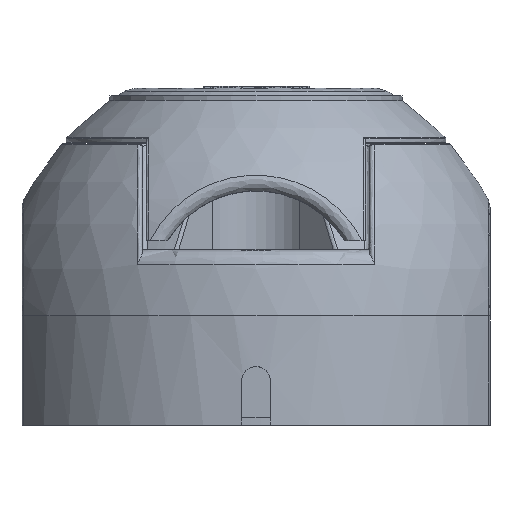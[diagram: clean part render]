
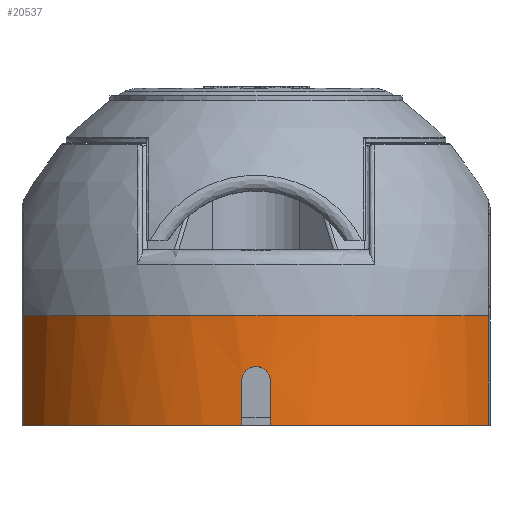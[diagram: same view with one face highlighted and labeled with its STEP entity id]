
A CAD part, top view. The second image highlights one B-rep face of the part: STEP entity #20537.
In plain terms, the highlighted cylindrical face has radius 35.5 mm (diameter 71 mm), a partial arc.
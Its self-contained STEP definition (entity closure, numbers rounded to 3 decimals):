
#1=DIRECTION('',(0.,-1.,0.));
#2=VECTOR('',#1,6.05);
#3=CARTESIAN_POINT('',(1.95,-15.45,35.446));
#4=LINE('',#3,#2);
#5=CARTESIAN_POINT('',(1.95,-15.45,35.446));
#6=CARTESIAN_POINT('',(1.95,-15.342,35.446));
#7=CARTESIAN_POINT('',(1.932,-15.128,35.447));
#8=CARTESIAN_POINT('',(1.853,-14.814,35.452));
#9=CARTESIAN_POINT('',(1.723,-14.518,35.458));
#10=CARTESIAN_POINT('',(1.546,-14.247,35.466));
#11=CARTESIAN_POINT('',(1.326,-14.009,35.475));
#12=CARTESIAN_POINT('',(1.071,-13.81,35.484));
#13=CARTESIAN_POINT('',(0.787,-13.656,35.492));
#14=CARTESIAN_POINT('',(0.48,-13.551,35.497));
#15=CARTESIAN_POINT('',(0.162,-13.498,35.5));
#16=CARTESIAN_POINT('',(-0.162,-13.498,35.5));
#17=CARTESIAN_POINT('',(-0.48,-13.551,35.497));
#18=CARTESIAN_POINT('',(-0.787,-13.656,35.492));
#19=CARTESIAN_POINT('',(-1.071,-13.81,35.484));
#20=CARTESIAN_POINT('',(-1.326,-14.009,35.475));
#21=CARTESIAN_POINT('',(-1.546,-14.247,35.466));
#22=CARTESIAN_POINT('',(-1.723,-14.518,35.458));
#23=CARTESIAN_POINT('',(-1.853,-14.814,35.452));
#24=CARTESIAN_POINT('',(-1.932,-15.128,35.447));
#25=CARTESIAN_POINT('',(-1.95,-15.342,35.446));
#26=CARTESIAN_POINT('',(-1.95,-15.45,35.446));
#28=DIRECTION('',(0.,-1.,0.));
#29=VECTOR('',#28,6.05);
#30=CARTESIAN_POINT('',(-1.95,-15.45,35.446));
#31=LINE('',#30,#29);
#180=CARTESIAN_POINT('',(0.,-21.5,0.));
#181=DIRECTION('',(0.,-1.,0.));
#182=DIRECTION('',(0.894,0.,0.448));
#183=AXIS2_PLACEMENT_3D('',#180,#181,#182);
#185=DIRECTION('',(0.,-1.,0.));
#186=VECTOR('',#185,15.);
#187=CARTESIAN_POINT('',(31.735,-6.5,15.911));
#188=LINE('',#187,#186);
#288=CARTESIAN_POINT('',(0.,-6.5,0.));
#289=DIRECTION('',(0.,-1.,0.));
#290=DIRECTION('',(0.894,0.,0.448));
#291=AXIS2_PLACEMENT_3D('',#288,#289,#290);
#634=DIRECTION('',(0.,-1.,0.));
#635=VECTOR('',#634,15.);
#636=CARTESIAN_POINT('',(-31.735,-6.5,15.911));
#637=LINE('',#636,#635);
#716=CARTESIAN_POINT('',(0.,-21.5,0.));
#717=DIRECTION('',(0.,-1.,0.));
#718=DIRECTION('',(-0.055,0.,0.998));
#719=AXIS2_PLACEMENT_3D('',#716,#717,#718);
#16354=CARTESIAN_POINT('',(31.735,-6.5,
15.911));
#16355=CARTESIAN_POINT('',(31.735,-21.5,15.911));
#16356=VERTEX_POINT('',#16354);
#16357=VERTEX_POINT('',#16355);
#16374=CARTESIAN_POINT('',(-31.735,-6.5,
15.911));
#16375=CARTESIAN_POINT('',(-31.735,-21.5,15.911));
#16376=VERTEX_POINT('',#16374);
#16377=VERTEX_POINT('',#16375);
#16846=CARTESIAN_POINT('',(1.95,-15.45,35.446));
#16847=CARTESIAN_POINT('',(1.95,-21.5,35.446));
#16848=VERTEX_POINT('',#16846);
#16849=VERTEX_POINT('',#16847);
#16850=VERTEX_POINT('',#26);
#16851=CARTESIAN_POINT('',(-1.95,-21.5,35.446));
#16852=VERTEX_POINT('',#16851);
#20514=CARTESIAN_POINT('',(0.,19.,0.));
#20515=DIRECTION('',(0.,-1.,0.));
#20516=DIRECTION('',(-1.,0.,0.));
#20517=AXIS2_PLACEMENT_3D('',#20514,#20515,#20516);
#20518=CYLINDRICAL_SURFACE('',#20517,35.5);
#20520=ORIENTED_EDGE('',*,*,#20519,.F.);
#20522=ORIENTED_EDGE('',*,*,#20521,.T.);
#20524=ORIENTED_EDGE('',*,*,#20523,.T.);
#20526=ORIENTED_EDGE('',*,*,#20525,.T.);
#20528=ORIENTED_EDGE('',*,*,#20527,.F.);
#20530=ORIENTED_EDGE('',*,*,#20529,.F.);
#20532=ORIENTED_EDGE('',*,*,#20531,.T.);
#20534=ORIENTED_EDGE('',*,*,#20533,.T.);
#20535=EDGE_LOOP('',(#20520,#20522,#20524,#20526,#20528,#20530,#20532,#20534));
#20536=FACE_OUTER_BOUND('',#20535,.F.);
#20537=ADVANCED_FACE('',(#20536),#20518,.T.);
#27=B_SPLINE_CURVE_WITH_KNOTS('',3,(#5,#6,#7,#8,#9,#10,#11,#12,#13,#14,#15,#16,
#17,#18,#19,#20,#21,#22,#23,#24,#25,#26),.UNSPECIFIED.,.F.,.F.,(4,1,1,1,1,1,1,1,
1,1,1,1,1,1,1,1,1,1,1,4),(0.,0.053,0.105,
0.158,0.211,0.263,0.316,
0.368,0.421,0.474,0.526,
0.579,0.632,0.684,0.737,
0.789,0.842,0.895,0.947,1.),
.UNSPECIFIED.);
#184=CIRCLE('',#183,35.5);
#292=CIRCLE('',#291,35.5);
#720=CIRCLE('',#719,35.5);
#20519=EDGE_CURVE('',#16848,#16849,#4,.T.);
#20521=EDGE_CURVE('',#16848,#16850,#27,.T.);
#20523=EDGE_CURVE('',#16850,#16852,#31,.T.);
#20525=EDGE_CURVE('',#16852,#16377,#720,.T.);
#20527=EDGE_CURVE('',#16376,#16377,#637,.T.);
#20529=EDGE_CURVE('',#16356,#16376,#292,.T.);
#20531=EDGE_CURVE('',#16356,#16357,#188,.T.);
#20533=EDGE_CURVE('',#16357,#16849,#184,.T.);
